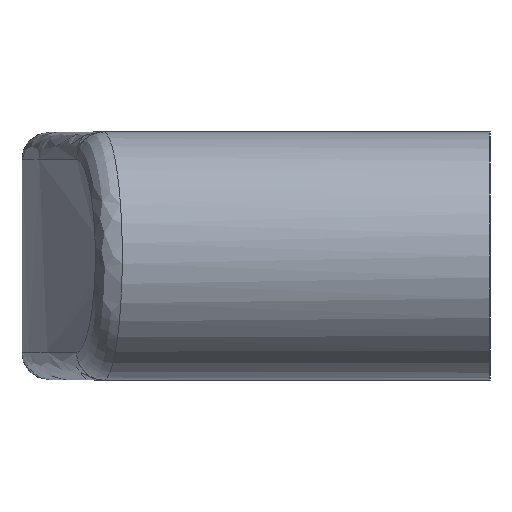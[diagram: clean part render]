
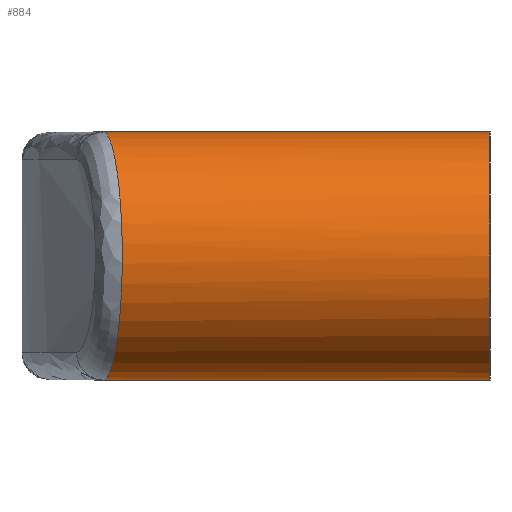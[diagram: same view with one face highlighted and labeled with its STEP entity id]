
A CAD part, left-side view. The second image highlights one B-rep face of the part: STEP entity #884.
In plain terms, the highlighted cylindrical face has radius 9 mm (diameter 18 mm), a partial arc.
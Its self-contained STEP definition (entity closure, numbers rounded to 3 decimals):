
#3 = FACE_OUTER_BOUND ( 'NONE', #314, .T. ) ;
#20 = DIRECTION ( 'NONE',  ( 0., -1., 0. ) ) ;
#44 = CARTESIAN_POINT ( 'NONE',  ( -45., 28.024, 9. ) ) ;
#54 = CARTESIAN_POINT ( 'NONE',  ( -52.798, 26.868, -4.532 ) ) ;
#91 = VECTOR ( 'NONE', #1193, 1000. ) ;
#103 = CARTESIAN_POINT ( 'NONE',  ( -50.465, 27.23, 7.157 ) ) ;
#106 = VERTEX_POINT ( 'NONE', #506 ) ;
#109 = CARTESIAN_POINT ( 'NONE',  ( -53.067, 26.826, 4. ) ) ;
#123 = CARTESIAN_POINT ( 'NONE',  ( -53.927, 26.688, 1.184 ) ) ;
#130 = CARTESIAN_POINT ( 'NONE',  ( -45., 28.024, -9. ) ) ;
#138 = CARTESIAN_POINT ( 'NONE',  ( -53.708, 26.724, -2.349 ) ) ;
#153 = CARTESIAN_POINT ( 'NONE',  ( -45., 28.024, -9. ) ) ;
#161 = CARTESIAN_POINT ( 'NONE',  ( -50.476, 27.229, -7.167 ) ) ;
#170 = CARTESIAN_POINT ( 'NONE',  ( -52.308, 26.946, -5.262 ) ) ;
#212 = VERTEX_POINT ( 'NONE', #1574 ) ;
#216 = CARTESIAN_POINT ( 'NONE',  ( -45., 0., 9. ) ) ;
#220 = CARTESIAN_POINT ( 'NONE',  ( -45., 34., 9. ) ) ;
#227 = CARTESIAN_POINT ( 'NONE',  ( -49.491, 27.377, 7.805 ) ) ;
#242 = CARTESIAN_POINT ( 'NONE',  ( -50.919, 27.161, 6.786 ) ) ;
#249 = CARTESIAN_POINT ( 'NONE',  ( -54., 26.677, 0.295 ) ) ;
#261 = CARTESIAN_POINT ( 'NONE',  ( -53.985, 26.679, -0.599 ) ) ;
#271 = VECTOR ( 'NONE', #982, 1000. ) ;
#275 = CARTESIAN_POINT ( 'NONE',  ( -45., 27., 9. ) ) ;
#289 = DIRECTION ( 'NONE',  ( 0., 0., 1. ) ) ;
#296 = VERTEX_POINT ( 'NONE', #216 ) ;
#314 = EDGE_LOOP ( 'NONE', ( #932, #604, #1010, #853, #1621, #1092, #512, #1476 ) ) ;
#343 = CARTESIAN_POINT ( 'NONE',  ( -45., 34., -9. ) ) ;
#348 = CARTESIAN_POINT ( 'NONE',  ( -46.183, 27.859, 8.941 ) ) ;
#373 = AXIS2_PLACEMENT_3D ( 'NONE', #507, #919, #289 ) ;
#378 = CARTESIAN_POINT ( 'NONE',  ( -49.994, 27.302, 7.504 ) ) ;
#427 = CARTESIAN_POINT ( 'NONE',  ( -49.501, 27.376, -7.815 ) ) ;
#446 = EDGE_CURVE ( 'NONE', #857, #296, #647, .T. ) ;
#457 = CARTESIAN_POINT ( 'NONE',  ( -45., 28.024, 9. ) ) ;
#480 = CARTESIAN_POINT ( 'NONE',  ( -45., 28.024, 9. ) ) ;
#506 = CARTESIAN_POINT ( 'NONE',  ( -45., 28.024, -9. ) ) ;
#507 = CARTESIAN_POINT ( 'NONE',  ( -45., 0., 0. ) ) ;
#512 = ORIENTED_EDGE ( 'NONE', *, *, #1525, .T. ) ;
#530 = AXIS2_PLACEMENT_3D ( 'NONE', #1548, #20, #1147 ) ;
#536 = CARTESIAN_POINT ( 'NONE',  ( -51.757, 27.031, -5.952 ) ) ;
#554 = CARTESIAN_POINT ( 'NONE',  ( -45., 0., -9. ) ) ;
#600 = CARTESIAN_POINT ( 'NONE',  ( -45.592, 27.942, 9. ) ) ;
#604 = ORIENTED_EDGE ( 'NONE', *, *, #1162, .F. ) ;
#607 = LINE ( 'NONE', #343, #1211 ) ;
#623 = CYLINDRICAL_SURFACE ( 'NONE', #530, 9. ) ;
#624 = VERTEX_POINT ( 'NONE', #690 ) ;
#635 = CARTESIAN_POINT ( 'NONE',  ( -48.973, 27.454, 8.081 ) ) ;
#647 = LINE ( 'NONE', #275, #992 ) ;
#672 = CARTESIAN_POINT ( 'NONE',  ( -47.33, 27.695, 8.713 ) ) ;
#679 = EDGE_CURVE ( 'NONE', #1445, #624, #1382, .T. ) ;
#690 = CARTESIAN_POINT ( 'NONE',  ( -45., 28.024, 9. ) ) ;
#703 = CARTESIAN_POINT ( 'NONE',  ( -45., 28.024, -9. ) ) ;
#722 = CIRCLE ( 'NONE', #373, 9. ) ;
#726 = CARTESIAN_POINT ( 'NONE',  ( -45., 28.024, 9. ) ) ;
#731 = CARTESIAN_POINT ( 'NONE',  ( -52.143, 26.971, 5.507 ) ) ;
#784 = CARTESIAN_POINT ( 'NONE',  ( -53.536, 26.751, -2.913 ) ) ;
#792 = CARTESIAN_POINT ( 'NONE',  ( -53.078, 26.824, -4.012 ) ) ;
#801 = CARTESIAN_POINT ( 'NONE',  ( -54., 26.677, -0.3 ) ) ;
#805 = CARTESIAN_POINT ( 'NONE',  ( -45., 28.024, -9. ) ) ;
#839 = CARTESIAN_POINT ( 'NONE',  ( -45., 28.024, -9. ) ) ;
#840 = B_SPLINE_CURVE_WITH_KNOTS ( 'NONE', 3,
 ( #44, #600, #348, #672, #1391, #1012, #635, #227, #378, #103, #242, #1520, #869, #731, #1127, #1634, #109, #1644, #1513, #1261, #1266, #123, #1399, #249, #801, #261, #1066, #911, #138, #784, #792, #54, #170, #1572, #536, #1075, #1310, #161, #427, #1556, #1284, #1041, #1414, #1059, #1295, #1431, #153 ),
 .UNSPECIFIED., .F., .F.,
 ( 4, 2, 2, 2, 1, 2, 2, 2, 2, 2, 2, 2, 2, 2, 2, 2, 2, 2, 2, 2, 2, 2, 2, 4 ),
 ( 0., 0.002, 0.004, 0.004, 0.005, 0.006, 0.007, 0.009, 0.01, 0.011, 0.013, 0.013, 0.014, 0.015, 0.016, 0.018, 0.02, 0.021, 0.021, 0.023, 0.025, 0.027, 0.028, 0.029 ),
 .UNSPECIFIED. ) ;
#853 = ORIENTED_EDGE ( 'NONE', *, *, #1354, .T. ) ;
#857 = VERTEX_POINT ( 'NONE', #1620 ) ;
#869 = CARTESIAN_POINT ( 'NONE',  ( -51.769, 27.03, 5.96 ) ) ;
#884 = ADVANCED_FACE ( 'NONE', ( #3 ), #623, .T. ) ;
#911 = CARTESIAN_POINT ( 'NONE',  ( -53.882, 26.696, -1.483 ) ) ;
#919 = DIRECTION ( 'NONE',  ( 0., 1., 0. ) ) ;
#932 = ORIENTED_EDGE ( 'NONE', *, *, #446, .F. ) ;
#982 = DIRECTION ( 'NONE',  ( 0., -1., 0. ) ) ;
#990 = LINE ( 'NONE', #220, #271 ) ;
#992 = VECTOR ( 'NONE', #1385, 1000. ) ;
#1010 = ORIENTED_EDGE ( 'NONE', *, *, #679, .T. ) ;
#1012 = CARTESIAN_POINT ( 'NONE',  ( -48.704, 27.494, 8.208 ) ) ;
#1041 = CARTESIAN_POINT ( 'NONE',  ( -47.334, 27.694, -8.712 ) ) ;
#1059 = CARTESIAN_POINT ( 'NONE',  ( -46.178, 27.859, -8.927 ) ) ;
#1062 = EDGE_CURVE ( 'NONE', #106, #212, #607, .T. ) ;
#1066 = CARTESIAN_POINT ( 'NONE',  ( -53.926, 26.689, -1.191 ) ) ;
#1075 = CARTESIAN_POINT ( 'NONE',  ( -51.556, 27.063, -6.173 ) ) ;
#1092 = ORIENTED_EDGE ( 'NONE', *, *, #1062, .T. ) ;
#1127 = CARTESIAN_POINT ( 'NONE',  ( -52.634, 26.894, 4.776 ) ) ;
#1147 = DIRECTION ( 'NONE',  ( 0., 0., -1. ) ) ;
#1162 = EDGE_CURVE ( 'NONE', #1445, #857, #990, .T. ) ;
#1193 = DIRECTION ( 'NONE',  ( 0., -1., 0. ) ) ;
#1211 = VECTOR ( 'NONE', #1226, 1000. ) ;
#1226 = DIRECTION ( 'NONE',  ( 0., -1., 0. ) ) ;
#1261 = CARTESIAN_POINT ( 'NONE',  ( -53.708, 26.724, 2.351 ) ) ;
#1266 = CARTESIAN_POINT ( 'NONE',  ( -53.882, 26.696, 1.48 ) ) ;
#1277 = EDGE_CURVE ( 'NONE', #1479, #106, #1287, .T. ) ;
#1284 = CARTESIAN_POINT ( 'NONE',  ( -47.893, 27.613, -8.543 ) ) ;
#1287 = B_SPLINE_CURVE_WITH_KNOTS ( 'NONE', 3,
 ( #703, #1568, #805, #839 ),
 .UNSPECIFIED., .F., .F.,
 ( 4, 4 ),
 ( 0., 1. ),
 .UNSPECIFIED. ) ;
#1295 = CARTESIAN_POINT ( 'NONE',  ( -45.591, 27.942, -8.985 ) ) ;
#1310 = CARTESIAN_POINT ( 'NONE',  ( -50.929, 27.159, -6.797 ) ) ;
#1354 = EDGE_CURVE ( 'NONE', #624, #1479, #840, .T. ) ;
#1359 = CARTESIAN_POINT ( 'NONE',  ( -45., 28.024, 9. ) ) ;
#1382 = B_SPLINE_CURVE_WITH_KNOTS ( 'NONE', 3,
 ( #480, #726, #457, #1359 ),
 .UNSPECIFIED., .F., .F.,
 ( 4, 4 ),
 ( 0., 1. ),
 .UNSPECIFIED. ) ;
#1385 = DIRECTION ( 'NONE',  ( 0., -1., 0. ) ) ;
#1391 = CARTESIAN_POINT ( 'NONE',  ( -47.888, 27.614, 8.544 ) ) ;
#1399 = CARTESIAN_POINT ( 'NONE',  ( -53.985, 26.679, 0.591 ) ) ;
#1414 = CARTESIAN_POINT ( 'NONE',  ( -46.471, 27.818, -8.884 ) ) ;
#1421 = CARTESIAN_POINT ( 'NONE',  ( -45., 28.024, 9. ) ) ;
#1423 = CARTESIAN_POINT ( 'NONE',  ( -45., 27., -9. ) ) ;
#1431 = CARTESIAN_POINT ( 'NONE',  ( -45.296, 27.983, -9. ) ) ;
#1432 = LINE ( 'NONE', #1423, #91 ) ;
#1445 = VERTEX_POINT ( 'NONE', #1421 ) ;
#1476 = ORIENTED_EDGE ( 'NONE', *, *, #1652, .T. ) ;
#1479 = VERTEX_POINT ( 'NONE', #130 ) ;
#1513 = CARTESIAN_POINT ( 'NONE',  ( -53.536, 26.751, 2.914 ) ) ;
#1520 = CARTESIAN_POINT ( 'NONE',  ( -51.14, 27.127, 6.587 ) ) ;
#1525 = EDGE_CURVE ( 'NONE', #212, #1559, #1432, .T. ) ;
#1548 = CARTESIAN_POINT ( 'NONE',  ( -45., 27., 0. ) ) ;
#1556 = CARTESIAN_POINT ( 'NONE',  ( -48.974, 27.454, -8.096 ) ) ;
#1559 = VERTEX_POINT ( 'NONE', #554 ) ;
#1568 = CARTESIAN_POINT ( 'NONE',  ( -45., 28.024, -9. ) ) ;
#1572 = CARTESIAN_POINT ( 'NONE',  ( -52.132, 26.973, -5.497 ) ) ;
#1574 = CARTESIAN_POINT ( 'NONE',  ( -45., 26.75, -9. ) ) ;
#1620 = CARTESIAN_POINT ( 'NONE',  ( -45., 27., 9. ) ) ;
#1621 = ORIENTED_EDGE ( 'NONE', *, *, #1277, .T. ) ;
#1634 = CARTESIAN_POINT ( 'NONE',  ( -52.786, 26.87, 4.523 ) ) ;
#1644 = CARTESIAN_POINT ( 'NONE',  ( -53.196, 26.805, 3.731 ) ) ;
#1652 = EDGE_CURVE ( 'NONE', #1559, #296, #722, .T. ) ;
